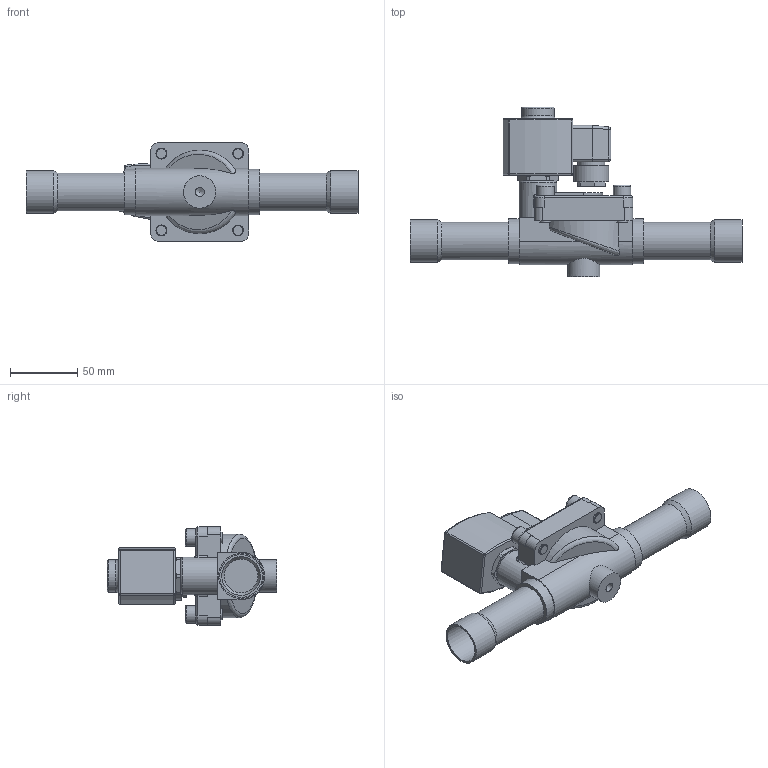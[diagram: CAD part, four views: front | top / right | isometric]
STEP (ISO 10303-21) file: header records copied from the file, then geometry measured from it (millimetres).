
FILE_DESCRIPTION(/* description */ (''),/* implementation_level */ '2;1');
FILE_NAME(/* name */ '032L2201R.stp',/* time_stamp */ '2022-08-16T12:01:14+03:00',/* author */ ('U403152'),/* organization */ (''),/* preprocessor_version */ 'ST-DEVELOPER v18.1',/* originating_system */ 'Autodesk Inventor 2020',/* authorisation */ '');
FILE_SCHEMA (('AUTOMOTIVE_DESIGN { 1 0 10303 214 3 1 1 }'));
Length unit declared in the file: millimetre
Products named in the file (1): Part1
Bounding box: 246.5 x 125.9 x 73 mm (x, y, z)
Volume: 352773.1 mm3; surface area: 78666.7 mm2
Topology: 1 solids, 7 shells, 281 faces, 701 edges, 455 vertices
Faces by surface type: plane 136, cylinder 86, cone 21, torus 21, sphere 12, bspline 5
Full cylindrical faces by diameter (mm): 6.8 x1, 8 x8, 8.8 x4, 10 x1, 11.6 x1, 12 x1, 12.7 x1, 13 x4, 13.1 x1, 13.2 x1, 14.8 x1, 18 x1, 20 x1, 24 x2, 25 x2, 26 x1, 28 x3, 28.7 x2, 31.7 x2, 33.5 x2
Entity records: 9219 total; most frequent: CARTESIAN_POINT 2251, DIRECTION 1558, ORIENTED_EDGE 1392, EDGE_CURVE 696, AXIS2_PLACEMENT_3D 619, VERTEX_POINT 455, CIRCLE 332, LINE 320
